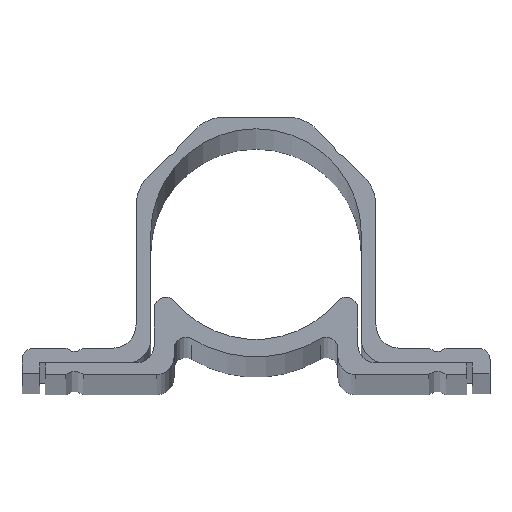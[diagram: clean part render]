
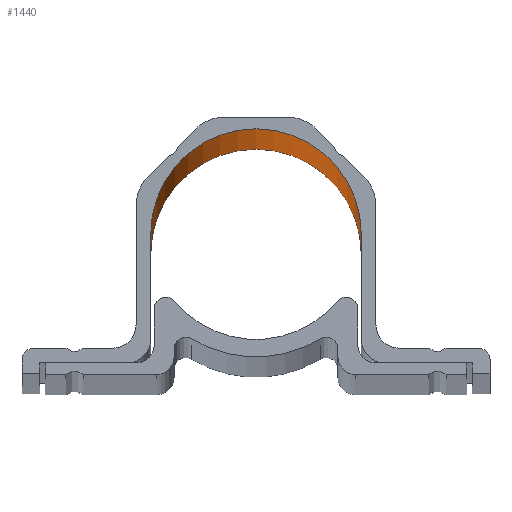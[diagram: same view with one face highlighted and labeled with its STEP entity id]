
A CAD part, top view. The second image highlights one B-rep face of the part: STEP entity #1440.
In plain terms, the highlighted cylindrical face has radius 18 mm (diameter 36 mm), a partial arc.
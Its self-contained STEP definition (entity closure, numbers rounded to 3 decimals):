
#9 = AXIS2_PLACEMENT_3D ( 'NONE', #439, #443, #444 ) ;
#142 = FACE_OUTER_BOUND ( 'NONE', #2702, .T. ) ;
#145 = AXIS2_PLACEMENT_3D ( 'NONE', #1953, #1957, #1958 ) ;
#147 = VECTOR ( 'NONE', #1917, 1000. ) ;
#157 = CYLINDRICAL_SURFACE ( 'NONE', #145, 18. ) ;
#418 = CARTESIAN_POINT ( 'NONE',  ( 0., 0., 1000. ) ) ;
#422 = DIRECTION ( 'NONE',  ( 0., 0., -1. ) ) ;
#423 = DIRECTION ( 'NONE',  ( 1., 0., 0. ) ) ;
#439 = CARTESIAN_POINT ( 'NONE',  ( 0., 0., -1000. ) ) ;
#443 = DIRECTION ( 'NONE',  ( 0., 0., -1. ) ) ;
#444 = DIRECTION ( 'NONE',  ( 1., 0., 0. ) ) ;
#885 = VERTEX_POINT ( 'NONE', #1750 ) ;
#897 = VERTEX_POINT ( 'NONE', #1762 ) ;
#911 = VERTEX_POINT ( 'NONE', #1776 ) ;
#941 = VERTEX_POINT ( 'NONE', #1806 ) ;
#1366 = AXIS2_PLACEMENT_3D ( 'NONE', #418, #422, #423 ) ;
#1377 = VECTOR ( 'NONE', #2007, 1000. ) ;
#1426 = EDGE_CURVE ( 'NONE', #911, #941, #1915, .T. ) ;
#1440 = ADVANCED_FACE ( 'NONE', ( #142 ), #157, .F. ) ;
#1455 = EDGE_CURVE ( 'NONE', #897, #885, #2005, .T. ) ;
#1527 = EDGE_CURVE ( 'NONE', #897, #911, #2190, .T. ) ;
#1534 = EDGE_CURVE ( 'NONE', #885, #941, #2167, .T. ) ;
#1750 = CARTESIAN_POINT ( 'NONE',  ( -18., 0., -1000. ) ) ;
#1762 = CARTESIAN_POINT ( 'NONE',  ( -18., 0., 1000. ) ) ;
#1776 = CARTESIAN_POINT ( 'NONE',  ( 18., 0., 1000. ) ) ;
#1806 = CARTESIAN_POINT ( 'NONE',  ( 18., 0., -1000. ) ) ;
#1915 = LINE ( 'NONE', #1916, #147 ) ;
#1916 = CARTESIAN_POINT ( 'NONE',  ( 18., 0., 1000. ) ) ;
#1917 = DIRECTION ( 'NONE',  ( 0., 0., -1. ) ) ;
#1953 = CARTESIAN_POINT ( 'NONE',  ( 0., 0., 1000. ) ) ;
#1957 = DIRECTION ( 'NONE',  ( 0., 0., -1. ) ) ;
#1958 = DIRECTION ( 'NONE',  ( -1., 0., 0. ) ) ;
#2005 = LINE ( 'NONE', #2006, #1377 ) ;
#2006 = CARTESIAN_POINT ( 'NONE',  ( -18., 0., 1000. ) ) ;
#2007 = DIRECTION ( 'NONE',  ( 0., 0., -1. ) ) ;
#2167 = CIRCLE ( 'NONE', #9, 18. ) ;
#2190 = CIRCLE ( 'NONE', #1366, 18. ) ;
#2444 = ORIENTED_EDGE ( 'NONE', *, *, #1455, .T. ) ;
#2445 = ORIENTED_EDGE ( 'NONE', *, *, #1426, .F. ) ;
#2446 = ORIENTED_EDGE ( 'NONE', *, *, #1527, .F. ) ;
#2447 = ORIENTED_EDGE ( 'NONE', *, *, #1534, .T. ) ;
#2702 = EDGE_LOOP ( 'NONE', ( #2447, #2445, #2446, #2444 ) ) ;
